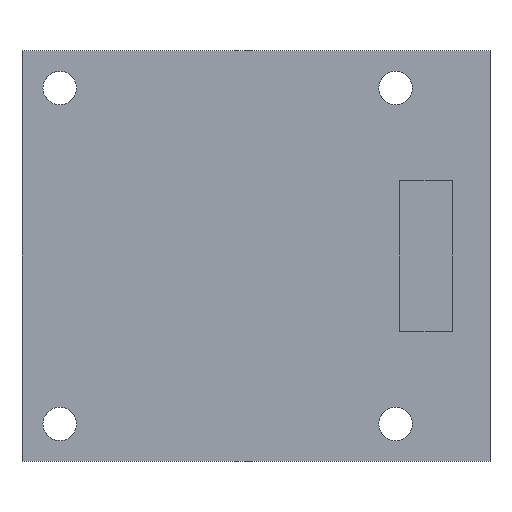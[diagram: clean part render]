
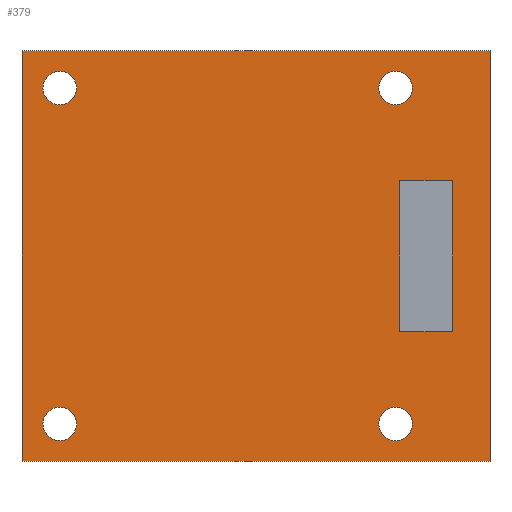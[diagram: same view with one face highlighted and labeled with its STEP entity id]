
A CAD part, front view. The second image highlights one B-rep face of the part: STEP entity #379.
In plain terms, the highlighted planar face has unit normal (0, -1, 0).
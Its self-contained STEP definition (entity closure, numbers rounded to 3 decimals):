
#19=FACE_BOUND('',#83,.T.);
#20=FACE_BOUND('',#84,.T.);
#21=FACE_BOUND('',#85,.T.);
#22=FACE_BOUND('',#86,.T.);
#23=FACE_BOUND('',#87,.T.);
#27=CIRCLE('',#406,1.6);
#29=CIRCLE('',#409,1.6);
#31=CIRCLE('',#412,1.6);
#33=CIRCLE('',#415,1.6);
#57=FACE_OUTER_BOUND('',#82,.T.);
#82=EDGE_LOOP('',(#332,#333,#334,#335));
#83=EDGE_LOOP('',(#336,#337,#338,#339));
#84=EDGE_LOOP('',(#340));
#85=EDGE_LOOP('',(#341));
#86=EDGE_LOOP('',(#342));
#87=EDGE_LOOP('',(#343));
#88=LINE('',#524,#128);
#92=LINE('',#532,#132);
#95=LINE('',#538,#135);
#98=LINE('',#543,#138);
#116=LINE('',#598,#156);
#120=LINE('',#606,#160);
#123=LINE('',#612,#163);
#126=LINE('',#617,#166);
#128=VECTOR('',#426,10.);
#132=VECTOR('',#432,10.);
#135=VECTOR('',#437,10.);
#138=VECTOR('',#442,10.);
#156=VECTOR('',#498,10.);
#160=VECTOR('',#504,10.);
#163=VECTOR('',#509,10.);
#166=VECTOR('',#514,10.);
#168=VERTEX_POINT('',#522);
#169=VERTEX_POINT('',#523);
#172=VERTEX_POINT('',#531);
#174=VERTEX_POINT('',#537);
#185=VERTEX_POINT('',#574);
#187=VERTEX_POINT('',#580);
#189=VERTEX_POINT('',#586);
#191=VERTEX_POINT('',#592);
#192=VERTEX_POINT('',#596);
#193=VERTEX_POINT('',#597);
#196=VERTEX_POINT('',#605);
#198=VERTEX_POINT('',#611);
#200=EDGE_CURVE('',#168,#169,#88,.T.);
#204=EDGE_CURVE('',#169,#172,#92,.T.);
#207=EDGE_CURVE('',#172,#174,#95,.T.);
#210=EDGE_CURVE('',#174,#168,#98,.T.);
#226=EDGE_CURVE('',#185,#185,#27,.T.);
#229=EDGE_CURVE('',#187,#187,#29,.T.);
#232=EDGE_CURVE('',#189,#189,#31,.T.);
#235=EDGE_CURVE('',#191,#191,#33,.T.);
#236=EDGE_CURVE('',#192,#193,#116,.T.);
#240=EDGE_CURVE('',#196,#192,#120,.T.);
#243=EDGE_CURVE('',#198,#196,#123,.T.);
#246=EDGE_CURVE('',#193,#198,#126,.T.);
#332=ORIENTED_EDGE('',*,*,#246,.F.);
#333=ORIENTED_EDGE('',*,*,#236,.F.);
#334=ORIENTED_EDGE('',*,*,#240,.F.);
#335=ORIENTED_EDGE('',*,*,#243,.F.);
#336=ORIENTED_EDGE('',*,*,#200,.T.);
#337=ORIENTED_EDGE('',*,*,#204,.T.);
#338=ORIENTED_EDGE('',*,*,#207,.T.);
#339=ORIENTED_EDGE('',*,*,#210,.T.);
#340=ORIENTED_EDGE('',*,*,#235,.F.);
#341=ORIENTED_EDGE('',*,*,#232,.F.);
#342=ORIENTED_EDGE('',*,*,#229,.F.);
#343=ORIENTED_EDGE('',*,*,#226,.F.);
#359=PLANE('',#421);
#379=ADVANCED_FACE('',(#57,#19,#20,#21,#22,#23),#359,.F.);
#406=AXIS2_PLACEMENT_3D('',#576,#473,#474);
#409=AXIS2_PLACEMENT_3D('',#582,#480,#481);
#412=AXIS2_PLACEMENT_3D('',#588,#487,#488);
#415=AXIS2_PLACEMENT_3D('',#594,#494,#495);
#421=AXIS2_PLACEMENT_3D('',#620,#518,#519);
#426=DIRECTION('',(0.,0.,1.));
#432=DIRECTION('',(1.,0.,0.));
#437=DIRECTION('',(0.,0.,-1.));
#442=DIRECTION('',(-1.,0.,0.));
#473=DIRECTION('center_axis',(0.,-1.,0.));
#474=DIRECTION('ref_axis',(1.,0.,0.));
#480=DIRECTION('center_axis',(0.,-1.,0.));
#481=DIRECTION('ref_axis',(1.,0.,0.));
#487=DIRECTION('center_axis',(0.,-1.,0.));
#488=DIRECTION('ref_axis',(1.,0.,0.));
#494=DIRECTION('center_axis',(0.,-1.,0.));
#495=DIRECTION('ref_axis',(1.,0.,0.));
#498=DIRECTION('',(-1.,0.,0.));
#504=DIRECTION('',(0.,0.,-1.));
#509=DIRECTION('',(1.,0.,0.));
#514=DIRECTION('',(0.,0.,1.));
#518=DIRECTION('center_axis',(0.,1.,0.));
#519=DIRECTION('ref_axis',(1.,0.,0.));
#522=CARTESIAN_POINT('',(36.002,0.,-26.707));
#523=CARTESIAN_POINT('',(36.002,0.,-12.393));
#524=CARTESIAN_POINT('',(36.002,0.,-15.972));
#531=CARTESIAN_POINT('',(41.002,0.,-12.393));
#532=CARTESIAN_POINT('',(31.651,0.,-12.393));
#537=CARTESIAN_POINT('',(41.002,0.,-26.707));
#538=CARTESIAN_POINT('',(41.002,0.,-23.128));
#543=CARTESIAN_POINT('',(29.151,0.,-26.707));
#574=CARTESIAN_POINT('',(34.,0.,-3.55));
#576=CARTESIAN_POINT('Origin',(35.6,0.,-3.55));
#580=CARTESIAN_POINT('',(2.,0.,-35.55));
#582=CARTESIAN_POINT('Origin',(3.6,0.,-35.55));
#586=CARTESIAN_POINT('',(34.,0.,-35.55));
#588=CARTESIAN_POINT('Origin',(35.6,0.,-35.55));
#592=CARTESIAN_POINT('',(2.,0.,-3.55));
#594=CARTESIAN_POINT('Origin',(3.6,0.,-3.55));
#596=CARTESIAN_POINT('',(44.6,0.,-39.1));
#597=CARTESIAN_POINT('',(0.,0.,-39.1));
#598=CARTESIAN_POINT('',(44.6,0.,-39.1));
#605=CARTESIAN_POINT('',(44.6,0.,0.));
#606=CARTESIAN_POINT('',(44.6,0.,0.));
#611=CARTESIAN_POINT('',(0.,0.,0.));
#612=CARTESIAN_POINT('',(0.,0.,0.));
#617=CARTESIAN_POINT('',(0.,0.,-39.1));
#620=CARTESIAN_POINT('Origin',(22.3,0.,-19.55));
